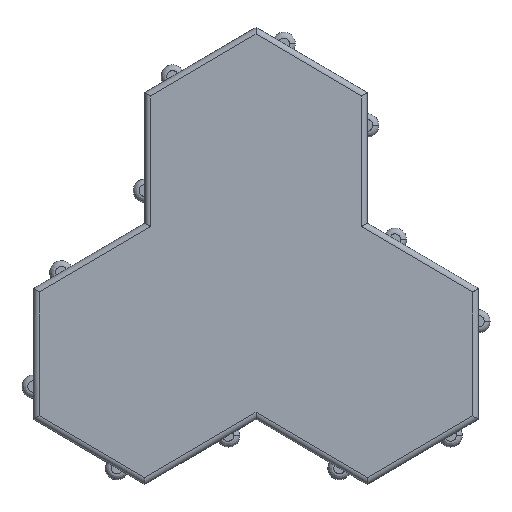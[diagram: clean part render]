
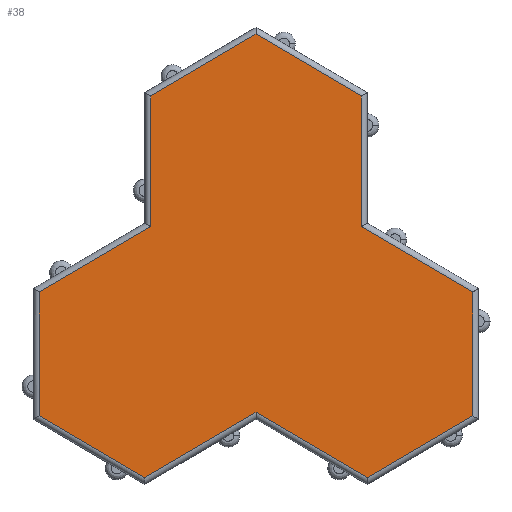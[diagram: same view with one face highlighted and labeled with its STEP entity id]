
A CAD part, top view. The second image highlights one B-rep face of the part: STEP entity #38.
In plain terms, the highlighted planar face has unit normal (0, 0, 1).
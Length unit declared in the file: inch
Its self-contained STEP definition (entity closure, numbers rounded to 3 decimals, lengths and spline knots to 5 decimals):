
#38=ADVANCED_FACE('',(#112),#1220,.T.);
#112=FACE_OUTER_BOUND('',#186,.T.);
#186=EDGE_LOOP('',(#314,#315,#316,#317,#318,#319,#320,#321,#322,#323,#324,
#325));
#314=ORIENTED_EDGE('',*,*,#820,.T.);
#315=ORIENTED_EDGE('',*,*,#662,.T.);
#316=ORIENTED_EDGE('',*,*,#826,.T.);
#317=ORIENTED_EDGE('',*,*,#668,.T.);
#318=ORIENTED_EDGE('',*,*,#828,.T.);
#319=ORIENTED_EDGE('',*,*,#824,.T.);
#320=ORIENTED_EDGE('',*,*,#816,.T.);
#321=ORIENTED_EDGE('',*,*,#810,.T.);
#322=ORIENTED_EDGE('',*,*,#674,.T.);
#323=ORIENTED_EDGE('',*,*,#815,.T.);
#324=ORIENTED_EDGE('',*,*,#676,.T.);
#325=ORIENTED_EDGE('',*,*,#819,.T.);
#662=EDGE_CURVE('',#1167,#1170,#842,.T.);
#668=EDGE_CURVE('',#1176,#1173,#848,.T.);
#674=EDGE_CURVE('',#1168,#1169,#854,.T.);
#676=EDGE_CURVE('',#1171,#1172,#856,.T.);
#810=EDGE_CURVE('',#1177,#1168,#984,.T.);
#815=EDGE_CURVE('',#1169,#1171,#985,.T.);
#816=EDGE_CURVE('',#1175,#1177,#986,.T.);
#819=EDGE_CURVE('',#1172,#1166,#987,.T.);
#820=EDGE_CURVE('',#1166,#1167,#988,.T.);
#824=EDGE_CURVE('',#1174,#1175,#989,.T.);
#826=EDGE_CURVE('',#1170,#1176,#990,.T.);
#828=EDGE_CURVE('',#1173,#1174,#991,.T.);
#842=B_SPLINE_CURVE_WITH_KNOTS('',1,(#2199,#2200),.UNSPECIFIED.,.F.,.F.,
(2,2),(0.07158,2.90194),.UNSPECIFIED.);
#848=B_SPLINE_CURVE_WITH_KNOTS('',1,(#2211,#2212),.UNSPECIFIED.,.F.,.F.,
(2,2),(0.07158,2.75879),.UNSPECIFIED.);
#854=B_SPLINE_CURVE_WITH_KNOTS('',1,(#2223,#2224),.UNSPECIFIED.,.F.,.F.,
(2,2),(0.07158,2.75879),.UNSPECIFIED.);
#856=B_SPLINE_CURVE_WITH_KNOTS('',1,(#2227,#2228),.UNSPECIFIED.,.F.,.F.,
(2,2),(-0.07158,2.75879),.UNSPECIFIED.);
#984=(
BOUNDED_CURVE()
B_SPLINE_CURVE(1,(#2741,#2742),.UNSPECIFIED.,.F.,.F.)
B_SPLINE_CURVE_WITH_KNOTS((2,2),(0.07336,2.72443),
 .UNSPECIFIED.)
CURVE()
GEOMETRIC_REPRESENTATION_ITEM()
RATIONAL_B_SPLINE_CURVE((1.,1.))
REPRESENTATION_ITEM('')
);
#985=(
BOUNDED_CURVE()
B_SPLINE_CURVE(1,(#2791,#2792),.UNSPECIFIED.,.F.,.F.)
B_SPLINE_CURVE_WITH_KNOTS((2,2),(0.07158,2.86759),
 .UNSPECIFIED.)
CURVE()
GEOMETRIC_REPRESENTATION_ITEM()
RATIONAL_B_SPLINE_CURVE((1.,1.))
REPRESENTATION_ITEM('')
);
#986=(
BOUNDED_CURVE()
B_SPLINE_CURVE(1,(#2793,#2794),.UNSPECIFIED.,.F.,.F.)
B_SPLINE_CURVE_WITH_KNOTS((2,2),(-0.07336,2.72265),
 .UNSPECIFIED.)
CURVE()
GEOMETRIC_REPRESENTATION_ITEM()
RATIONAL_B_SPLINE_CURVE((1.,1.))
REPRESENTATION_ITEM('')
);
#987=(
BOUNDED_CURVE()
B_SPLINE_CURVE(1,(#2819,#2820),.UNSPECIFIED.,.F.,.F.)
B_SPLINE_CURVE_WITH_KNOTS((2,2),(0.07158,2.72265),
 .UNSPECIFIED.)
CURVE()
GEOMETRIC_REPRESENTATION_ITEM()
RATIONAL_B_SPLINE_CURVE((1.,1.))
REPRESENTATION_ITEM('')
);
#988=(
BOUNDED_CURVE()
B_SPLINE_CURVE(1,(#2821,#2822),.UNSPECIFIED.,.F.,.F.)
B_SPLINE_CURVE_WITH_KNOTS((2,2),(0.07336,2.72443),
 .UNSPECIFIED.)
CURVE()
GEOMETRIC_REPRESENTATION_ITEM()
RATIONAL_B_SPLINE_CURVE((1.,1.))
REPRESENTATION_ITEM('')
);
#989=(
BOUNDED_CURVE()
B_SPLINE_CURVE(1,(#2859,#2860),.UNSPECIFIED.,.F.,.F.)
B_SPLINE_CURVE_WITH_KNOTS((2,2),(0.07336,2.86937),
 .UNSPECIFIED.)
CURVE()
GEOMETRIC_REPRESENTATION_ITEM()
RATIONAL_B_SPLINE_CURVE((1.,1.))
REPRESENTATION_ITEM('')
);
#990=(
BOUNDED_CURVE()
B_SPLINE_CURVE(1,(#2873,#2874),.UNSPECIFIED.,.F.,.F.)
B_SPLINE_CURVE_WITH_KNOTS((2,2),(-0.07158,2.72443),
 .UNSPECIFIED.)
CURVE()
GEOMETRIC_REPRESENTATION_ITEM()
RATIONAL_B_SPLINE_CURVE((1.,1.))
REPRESENTATION_ITEM('')
);
#991=(
BOUNDED_CURVE()
B_SPLINE_CURVE(1,(#2887,#2888),.UNSPECIFIED.,.F.,.F.)
B_SPLINE_CURVE_WITH_KNOTS((2,2),(0.07158,2.72265),
 .UNSPECIFIED.)
CURVE()
GEOMETRIC_REPRESENTATION_ITEM()
RATIONAL_B_SPLINE_CURVE((1.,1.))
REPRESENTATION_ITEM('')
);
#1166=VERTEX_POINT('',#2093);
#1167=VERTEX_POINT('',#2094);
#1168=VERTEX_POINT('',#2095);
#1169=VERTEX_POINT('',#2096);
#1170=VERTEX_POINT('',#2097);
#1171=VERTEX_POINT('',#2098);
#1172=VERTEX_POINT('',#2099);
#1173=VERTEX_POINT('',#2100);
#1174=VERTEX_POINT('',#2101);
#1175=VERTEX_POINT('',#2102);
#1176=VERTEX_POINT('',#2103);
#1177=VERTEX_POINT('',#2104);
#1220=PLANE('',#1379);
#1379=AXIS2_PLACEMENT_3D('',#1605,#1474,$);
#1474=DIRECTION('',(0.,0.,1.));
#1605=CARTESIAN_POINT('',(0.0026,-0.02847,0.05403));
#2093=CARTESIAN_POINT('',(0.10048,0.17388,0.05403));
#2094=CARTESIAN_POINT('',(0.05284,0.14592,0.05403));
#2095=CARTESIAN_POINT('',(0.19835,0.00149,0.05403));
#2096=CARTESIAN_POINT('',(0.19835,0.05747,0.05403));
#2097=CARTESIAN_POINT('',(0.05284,0.08696,0.05403));
#2098=CARTESIAN_POINT('',(0.14811,0.08696,0.05403));
#2099=CARTESIAN_POINT('',(0.14811,0.14592,0.05403));
#2100=CARTESIAN_POINT('',(0.0026,0.00149,0.05403));
#2101=CARTESIAN_POINT('',(0.05024,-0.02646,0.05403));
#2102=CARTESIAN_POINT('',(0.10048,0.00302,0.05403));
#2103=CARTESIAN_POINT('',(0.0026,0.05747,0.05403));
#2104=CARTESIAN_POINT('',(0.15071,-0.02646,0.05403));
#2199=CARTESIAN_POINT('',(0.05284,0.14592,0.05403));
#2200=CARTESIAN_POINT('',(0.05284,0.08696,0.05403));
#2211=CARTESIAN_POINT('',(0.0026,0.05747,0.05403));
#2212=CARTESIAN_POINT('',(0.0026,0.00149,0.05403));
#2223=CARTESIAN_POINT('',(0.19835,0.00149,0.05403));
#2224=CARTESIAN_POINT('',(0.19835,0.05747,0.05403));
#2227=CARTESIAN_POINT('',(0.14811,0.08696,0.05403));
#2228=CARTESIAN_POINT('',(0.14811,0.14592,0.05403));
#2741=CARTESIAN_POINT('',(0.15071,-0.02646,0.05403));
#2742=CARTESIAN_POINT('',(0.19835,0.00149,0.05403));
#2791=CARTESIAN_POINT('',(0.19835,0.05747,0.05403));
#2792=CARTESIAN_POINT('',(0.14811,0.08696,0.05403));
#2793=CARTESIAN_POINT('',(0.10048,0.00302,0.05403));
#2794=CARTESIAN_POINT('',(0.15071,-0.02646,0.05403));
#2819=CARTESIAN_POINT('',(0.14811,0.14592,0.05403));
#2820=CARTESIAN_POINT('',(0.10048,0.17388,0.05403));
#2821=CARTESIAN_POINT('',(0.10048,0.17388,0.05403));
#2822=CARTESIAN_POINT('',(0.05284,0.14592,0.05403));
#2859=CARTESIAN_POINT('',(0.05024,-0.02646,0.05403));
#2860=CARTESIAN_POINT('',(0.10048,0.00302,0.05403));
#2873=CARTESIAN_POINT('',(0.05284,0.08696,0.05403));
#2874=CARTESIAN_POINT('',(0.0026,0.05747,0.05403));
#2887=CARTESIAN_POINT('',(0.0026,0.00149,0.05403));
#2888=CARTESIAN_POINT('',(0.05024,-0.02646,0.05403));
